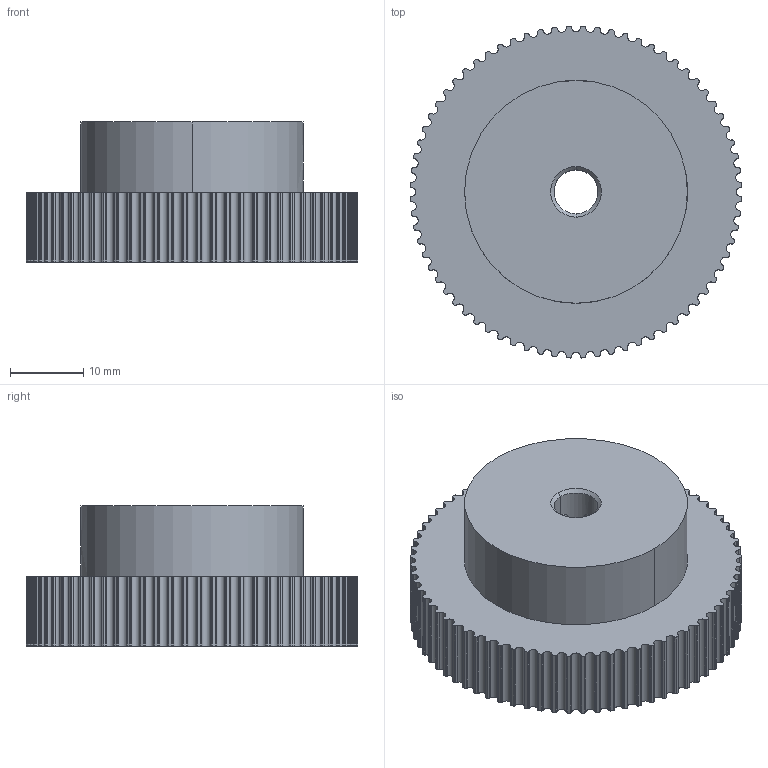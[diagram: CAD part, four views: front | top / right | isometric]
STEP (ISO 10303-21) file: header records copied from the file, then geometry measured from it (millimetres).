
FILE_DESCRIPTION((''),'2;1');
FILE_NAME('4','2017-10-26T',('SYSTEM'),(''),'PRO/ENGINEER BY PARAMETRIC TECHNOLOGY CORPORATION, 2016360','PRO/ENGINEER BY PARAMETRIC TECHNOLOGY CORPORATION, 2016360','');
FILE_SCHEMA(('AUTOMOTIVE_DESIGN { 1 0 10303 214 1 1 1 1 }'));
Length unit declared in the file: millimetre
Products named in the file (1): 4
Bounding box: 45.27 x 45.27 x 19.1 mm (x, y, z)
Volume: 21160.4 mm3; surface area: 6251.1 mm2
Topology: 1 solids, 1 shells, 477 faces, 1406 edges, 936 vertices
Faces by surface type: cylinder 444, plane 21, cone 12
Entity records: 16888 total; most frequent: DIRECTION 3254, CARTESIAN_POINT 3157, ORIENTED_EDGE 2812, EDGE_CURVE 1406, AXIS2_PLACEMENT_3D 1379, VERTEX_POINT 936, CIRCLE 902, VECTOR 496
